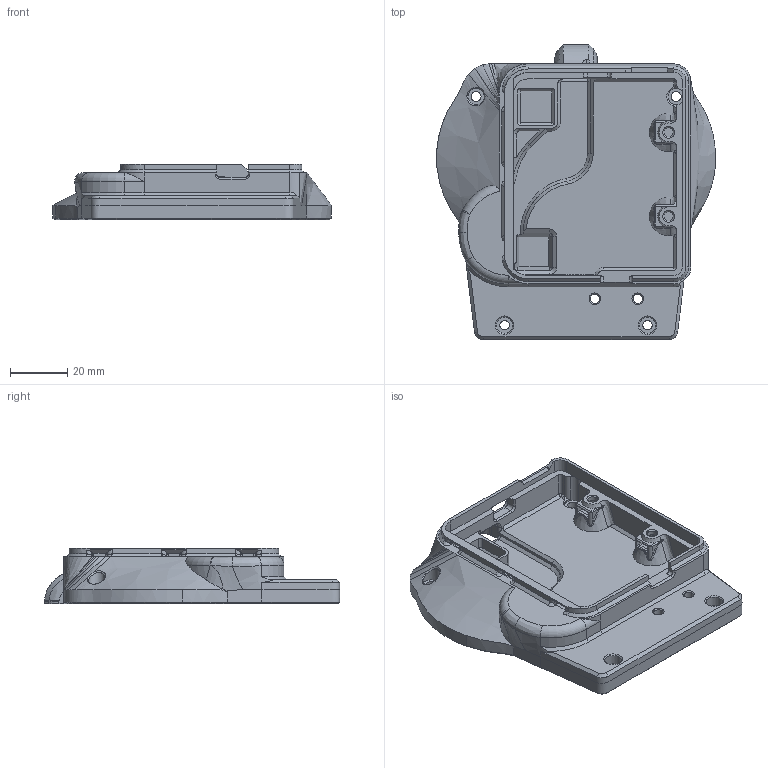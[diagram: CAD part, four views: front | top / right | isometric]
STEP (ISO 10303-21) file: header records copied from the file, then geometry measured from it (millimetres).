
FILE_DESCRIPTION(/* description */ (''),/* implementation_level */ '2;1');
FILE_NAME(/* name */ 'OSSM Mods - AIO PCB Backpack - Base.step',/* time_stamp */ '2025-04-13T13:31:35-04:00',/* author */ (''),/* organization */ (''),/* preprocessor_version */ 'ST-DEVELOPER v20.1',/* originating_system */ 'Autodesk Translation Framework v14.4.0.0',/* authorisation */ '');
FILE_SCHEMA (('AUTOMOTIVE_DESIGN { 1 0 10303 214 3 1 1 }'));
Length unit declared in the file: millimetre
Products named in the file (1): Base
Bounding box: 97.61 x 103.27 x 19.47 mm (x, y, z)
Volume: 66053.9 mm3; surface area: 27456.7 mm2
Topology: 1 solids, 1 shells, 775 faces, 2138 edges, 1369 vertices
Faces by surface type: plane 329, bspline 279, cylinder 95, cone 68, torus 4
Full cylindrical faces by diameter (mm): 3.3 x6, 3.5 x2, 3.6 x2, 5.7 x4
Entity records: 32445 total; most frequent: CARTESIAN_POINT 14599, ORIENTED_EDGE 4256, DIRECTION 2787, EDGE_CURVE 2128, VERTEX_POINT 1369, LINE 1173, VECTOR 1173, EDGE_LOOP 815
